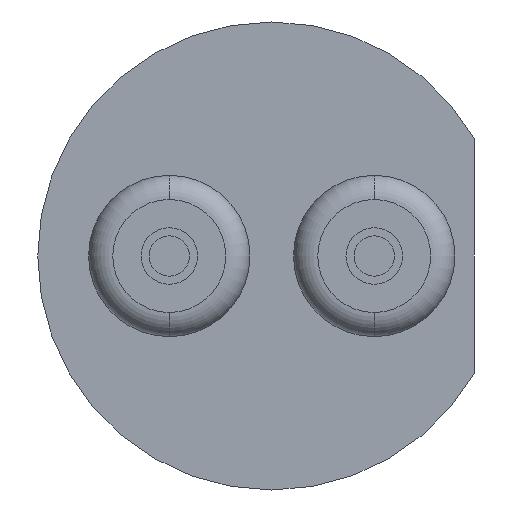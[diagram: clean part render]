
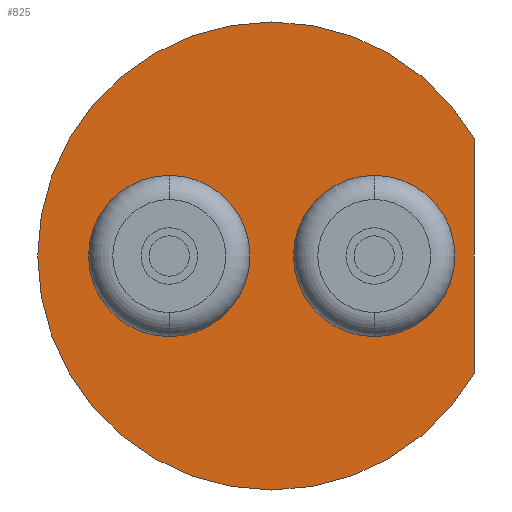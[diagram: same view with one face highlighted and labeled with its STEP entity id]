
A CAD part, front view. The second image highlights one B-rep face of the part: STEP entity #825.
In plain terms, the highlighted planar face has unit normal (0, -1, 0).
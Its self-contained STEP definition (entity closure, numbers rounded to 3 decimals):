
#6 = ORIENTED_EDGE ( 'NONE', *, *, #535, .T. ) ;
#13 = DIRECTION ( 'NONE',  ( 0., 0., 1. ) ) ;
#20 = CIRCLE ( 'NONE', #885, 1. ) ;
#31 = VERTEX_POINT ( 'NONE', #939 ) ;
#42 = DIRECTION ( 'NONE',  ( 0., 1., 0. ) ) ;
#56 = CARTESIAN_POINT ( 'NONE',  ( -1.27, 3.25, 0. ) ) ;
#76 = CARTESIAN_POINT ( 'NONE',  ( 1.27, 3.25, 0. ) ) ;
#97 = DIRECTION ( 'NONE',  ( 0., 1., 0. ) ) ;
#117 = EDGE_CURVE ( 'NONE', #1086, #588, #561, .T. ) ;
#118 = FACE_BOUND ( 'NONE', #446, .T. ) ;
#136 = EDGE_CURVE ( 'NONE', #588, #275, #839, .T. ) ;
#145 = EDGE_CURVE ( 'NONE', #738, #31, #1028, .T. ) ;
#167 = VERTEX_POINT ( 'NONE', #771 ) ;
#168 = ORIENTED_EDGE ( 'NONE', *, *, #901, .T. ) ;
#172 = ORIENTED_EDGE ( 'NONE', *, *, #773, .T. ) ;
#176 = DIRECTION ( 'NONE',  ( 0., 0., 1. ) ) ;
#187 = CIRCLE ( 'NONE', #251, 2.9 ) ;
#201 = PLANE ( 'NONE',  #350 ) ;
#232 = DIRECTION ( 'NONE',  ( 0., 0., 1. ) ) ;
#244 = AXIS2_PLACEMENT_3D ( 'NONE', #767, #572, #232 ) ;
#249 = ORIENTED_EDGE ( 'NONE', *, *, #405, .F. ) ;
#251 = AXIS2_PLACEMENT_3D ( 'NONE', #639, #998, #831 ) ;
#275 = VERTEX_POINT ( 'NONE', #352 ) ;
#293 = ORIENTED_EDGE ( 'NONE', *, *, #136, .F. ) ;
#332 = CARTESIAN_POINT ( 'NONE',  ( 0., 3.25, -2.9 ) ) ;
#350 = AXIS2_PLACEMENT_3D ( 'NONE', #642, #97, #13 ) ;
#352 = CARTESIAN_POINT ( 'NONE',  ( 2.51, 3.25, 1.453 ) ) ;
#405 = EDGE_CURVE ( 'NONE', #691, #1086, #187, .T. ) ;
#446 = EDGE_LOOP ( 'NONE', ( #554, #519 ) ) ;
#450 = AXIS2_PLACEMENT_3D ( 'NONE', #56, #1037, #1021 ) ;
#493 = VECTOR ( 'NONE', #929, 1000. ) ;
#495 = CARTESIAN_POINT ( 'NONE',  ( 0., 3.25, 0. ) ) ;
#508 = AXIS2_PLACEMENT_3D ( 'NONE', #76, #711, #176 ) ;
#519 = ORIENTED_EDGE ( 'NONE', *, *, #145, .T. ) ;
#520 = DIRECTION ( 'NONE',  ( 0., 0., 1. ) ) ;
#525 = CIRCLE ( 'NONE', #769, 1. ) ;
#535 = EDGE_CURVE ( 'NONE', #776, #167, #20, .T. ) ;
#554 = ORIENTED_EDGE ( 'NONE', *, *, #579, .T. ) ;
#561 = CIRCLE ( 'NONE', #244, 2.9 ) ;
#572 = DIRECTION ( 'NONE',  ( 0., 1., 0. ) ) ;
#579 = EDGE_CURVE ( 'NONE', #31, #738, #525, .T. ) ;
#588 = VERTEX_POINT ( 'NONE', #1119 ) ;
#622 = EDGE_LOOP ( 'NONE', ( #168, #293, #1161, #249 ) ) ;
#639 = CARTESIAN_POINT ( 'NONE',  ( 0., 3.25, 0. ) ) ;
#642 = CARTESIAN_POINT ( 'NONE',  ( 0., 3.25, 0. ) ) ;
#664 = CARTESIAN_POINT ( 'NONE',  ( 1.27, 3.25, 0. ) ) ;
#673 = DIRECTION ( 'NONE',  ( 0., 0., 1. ) ) ;
#691 = VERTEX_POINT ( 'NONE', #1048 ) ;
#711 = DIRECTION ( 'NONE',  ( 0., 1., 0. ) ) ;
#738 = VERTEX_POINT ( 'NONE', #1054 ) ;
#757 = CIRCLE ( 'NONE', #508, 1. ) ;
#767 = CARTESIAN_POINT ( 'NONE',  ( 0., 3.25, 0. ) ) ;
#769 = AXIS2_PLACEMENT_3D ( 'NONE', #942, #1025, #520 ) ;
#771 = CARTESIAN_POINT ( 'NONE',  ( 1.27, 3.25, -1. ) ) ;
#773 = EDGE_CURVE ( 'NONE', #167, #776, #757, .T. ) ;
#776 = VERTEX_POINT ( 'NONE', #973 ) ;
#825 = ADVANCED_FACE ( 'NONE', ( #838, #932, #118 ), #201, .F. ) ;
#831 = DIRECTION ( 'NONE',  ( 0., 0., 1. ) ) ;
#833 = CARTESIAN_POINT ( 'NONE',  ( 2.51, 3.25, 0. ) ) ;
#836 = LINE ( 'NONE', #833, #493 ) ;
#838 = FACE_OUTER_BOUND ( 'NONE', #622, .T. ) ;
#839 = CIRCLE ( 'NONE', #1055, 2.9 ) ;
#885 = AXIS2_PLACEMENT_3D ( 'NONE', #664, #927, #1106 ) ;
#901 = EDGE_CURVE ( 'NONE', #691, #275, #836, .T. ) ;
#927 = DIRECTION ( 'NONE',  ( 0., 1., 0. ) ) ;
#929 = DIRECTION ( 'NONE',  ( 0., 0., 1. ) ) ;
#932 = FACE_BOUND ( 'NONE', #963, .T. ) ;
#939 = CARTESIAN_POINT ( 'NONE',  ( -1.27, 3.25, 1. ) ) ;
#942 = CARTESIAN_POINT ( 'NONE',  ( -1.27, 3.25, 0. ) ) ;
#963 = EDGE_LOOP ( 'NONE', ( #6, #172 ) ) ;
#973 = CARTESIAN_POINT ( 'NONE',  ( 1.27, 3.25, 1. ) ) ;
#998 = DIRECTION ( 'NONE',  ( 0., 1., 0. ) ) ;
#1021 = DIRECTION ( 'NONE',  ( 0., 0., 1. ) ) ;
#1025 = DIRECTION ( 'NONE',  ( 0., 1., 0. ) ) ;
#1028 = CIRCLE ( 'NONE', #450, 1. ) ;
#1037 = DIRECTION ( 'NONE',  ( 0., 1., 0. ) ) ;
#1048 = CARTESIAN_POINT ( 'NONE',  ( 2.51, 3.25, -1.453 ) ) ;
#1054 = CARTESIAN_POINT ( 'NONE',  ( -1.27, 3.25, -1. ) ) ;
#1055 = AXIS2_PLACEMENT_3D ( 'NONE', #495, #42, #673 ) ;
#1086 = VERTEX_POINT ( 'NONE', #332 ) ;
#1106 = DIRECTION ( 'NONE',  ( 0., 0., 1. ) ) ;
#1119 = CARTESIAN_POINT ( 'NONE',  ( 0., 3.25, 2.9 ) ) ;
#1161 = ORIENTED_EDGE ( 'NONE', *, *, #117, .F. ) ;
